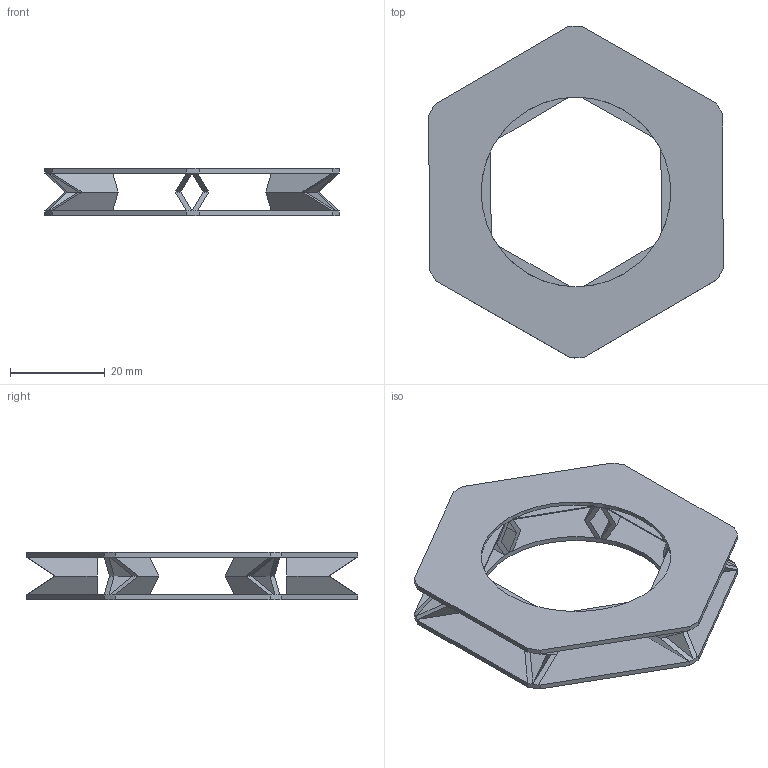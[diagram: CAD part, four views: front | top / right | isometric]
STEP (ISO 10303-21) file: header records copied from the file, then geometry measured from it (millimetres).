
FILE_DESCRIPTION(/* description */ (''),/* implementation_level */ '2;1');
FILE_NAME(/* name */ 'Parametric TPU Printable Horn Ring Support.step',/* time_stamp */ '2026-01-10T13:14:59-06:00',/* author */ (''),/* organization */ (''),/* preprocessor_version */ 'ST-DEVELOPER v20.1',/* originating_system */ 'Autodesk Translation Framework v14.21.0.0',/* authorisation */ '');
FILE_SCHEMA (('AUTOMOTIVE_DESIGN { 1 0 10303 214 3 1 1 }'));
Length unit declared in the file: millimetre
Products named in the file (2): Parametric TPU Printable Horn Ring Support; Component4
Assembly tree (1 placements, depth 2):
  Parametric TPU Printable Horn Ring Support
    Component4
Bounding box: 62.1 x 70 x 10 mm (x, y, z)
Volume: 5525.1 mm3; surface area: 11743.1 mm2
Topology: 1 solids, 1 shells, 136 faces, 340 edges, 182 vertices
Faces by surface type: plane 98, cone 24, cylinder 14
Full cylindrical faces by diameter (mm): 40 x2
Entity records: 3935 total; most frequent: CARTESIAN_POINT 757, ORIENTED_EDGE 680, DIRECTION 656, EDGE_CURVE 340, AXIS2_PLACEMENT_3D 225, LINE 206, VECTOR 206, VERTEX_POINT 182
